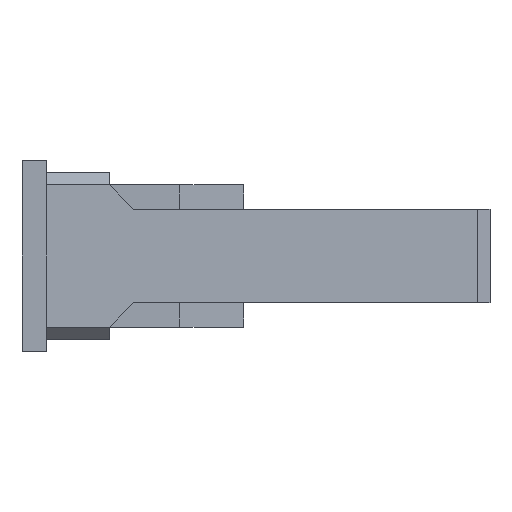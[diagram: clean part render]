
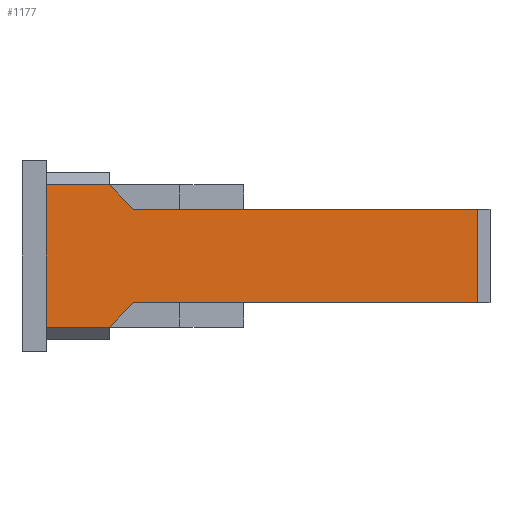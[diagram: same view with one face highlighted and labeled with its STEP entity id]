
A CAD part, left-side view. The second image highlights one B-rep face of the part: STEP entity #1177.
In plain terms, the highlighted planar face has unit normal (-0.999, -0.035, 0).
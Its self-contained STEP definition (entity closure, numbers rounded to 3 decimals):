
#84=FACE_OUTER_BOUND('',#146,.T.);
#146=EDGE_LOOP('',(#997,#998,#999,#1000,#1001,#1002,#1003,#1004));
#184=LINE('',#1618,#340);
#197=LINE('',#1645,#353);
#211=LINE('',#1676,#367);
#230=LINE('',#1724,#386);
#236=LINE('',#1736,#392);
#250=LINE('',#1765,#406);
#275=LINE('',#1817,#431);
#305=LINE('',#1876,#461);
#340=VECTOR('',#1310,10.);
#353=VECTOR('',#1331,10.);
#367=VECTOR('',#1353,10.);
#386=VECTOR('',#1400,10.);
#392=VECTOR('',#1408,10.);
#406=VECTOR('',#1430,10.);
#431=VECTOR('',#1473,10.);
#461=VECTOR('',#1531,10.);
#492=VERTEX_POINT('',#1615);
#493=VERTEX_POINT('',#1617);
#502=VERTEX_POINT('',#1642);
#503=VERTEX_POINT('',#1644);
#531=VERTEX_POINT('',#1722);
#536=VERTEX_POINT('',#1734);
#547=VERTEX_POINT('',#1764);
#565=VERTEX_POINT('',#1815);
#604=EDGE_CURVE('',#492,#493,#184,.T.);
#617=EDGE_CURVE('',#502,#503,#197,.T.);
#632=EDGE_CURVE('',#502,#493,#211,.T.);
#656=EDGE_CURVE('',#531,#492,#230,.T.);
#662=EDGE_CURVE('',#536,#531,#236,.T.);
#676=EDGE_CURVE('',#503,#547,#250,.T.);
#702=EDGE_CURVE('',#565,#536,#275,.T.);
#733=EDGE_CURVE('',#547,#565,#305,.T.);
#997=ORIENTED_EDGE('',*,*,#632,.T.);
#998=ORIENTED_EDGE('',*,*,#604,.F.);
#999=ORIENTED_EDGE('',*,*,#656,.F.);
#1000=ORIENTED_EDGE('',*,*,#662,.F.);
#1001=ORIENTED_EDGE('',*,*,#702,.F.);
#1002=ORIENTED_EDGE('',*,*,#733,.F.);
#1003=ORIENTED_EDGE('',*,*,#676,.F.);
#1004=ORIENTED_EDGE('',*,*,#617,.F.);
#1119=PLANE('',#1259);
#1177=ADVANCED_FACE('',(#84),#1119,.T.);
#1259=AXIS2_PLACEMENT_3D('',#1875,#1529,#1530);
#1310=DIRECTION('',(-0.035,0.999,0.));
#1331=DIRECTION('',(0.035,-0.999,0.));
#1353=DIRECTION('',(0.,0.,-1.));
#1400=DIRECTION('',(-0.025,0.707,-0.707));
#1408=DIRECTION('',(-0.035,0.999,0.));
#1430=DIRECTION('',(0.025,-0.707,-0.707));
#1473=DIRECTION('',(0.,0.,-1.));
#1529=DIRECTION('center_axis',(-0.999,-0.035,0.));
#1530=DIRECTION('ref_axis',(0.035,-0.999,0.));
#1531=DIRECTION('',(0.035,-0.999,0.));
#1615=CARTESIAN_POINT('',(-15.793,11.55,-5.85));
#1617=CARTESIAN_POINT('',(-15.975,16.75,-5.85));
#1618=CARTESIAN_POINT('',(-15.846,13.072,-5.85));
#1642=CARTESIAN_POINT('',(-15.975,16.75,5.85));
#1644=CARTESIAN_POINT('',(-15.793,11.55,5.85));
#1645=CARTESIAN_POINT('',(-15.972,16.672,5.85));
#1676=CARTESIAN_POINT('',(-15.975,16.75,0.));
#1722=CARTESIAN_POINT('',(-15.723,9.55,-3.85));
#1724=CARTESIAN_POINT('',(-15.782,11.235,-5.535));
#1734=CARTESIAN_POINT('',(-14.735,-18.751,-3.85));
#1736=CARTESIAN_POINT('',(-14.7,-19.75,-3.85));
#1764=CARTESIAN_POINT('',(-15.723,9.55,3.85));
#1765=CARTESIAN_POINT('',(-15.787,11.373,5.673));
#1815=CARTESIAN_POINT('',(-14.735,-18.751,3.85));
#1817=CARTESIAN_POINT('',(-14.735,-18.751,0.));
#1875=CARTESIAN_POINT('Origin',(-16.044,18.75,0.));
#1876=CARTESIAN_POINT('',(-14.7,-19.75,3.85));
